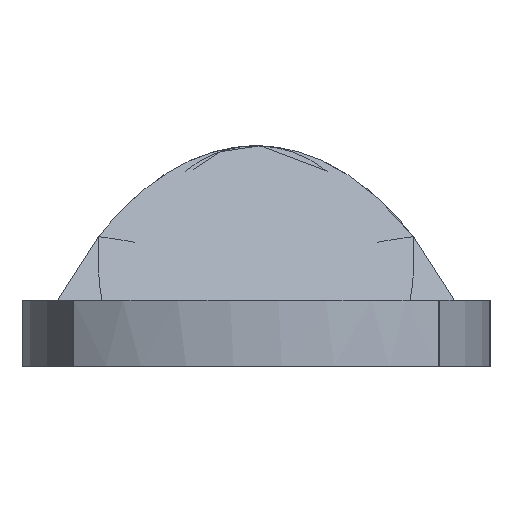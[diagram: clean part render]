
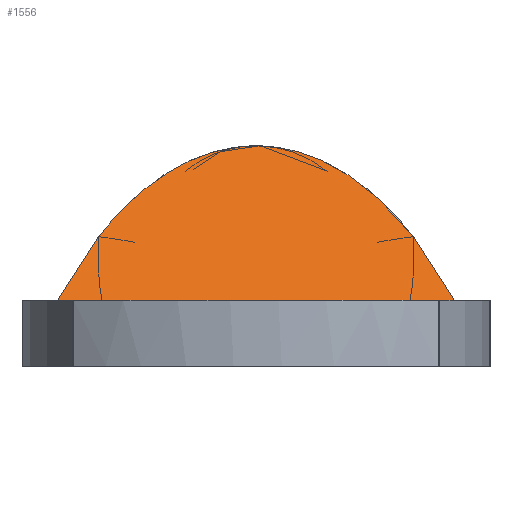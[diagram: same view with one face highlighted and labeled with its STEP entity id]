
A CAD part, left-side view. The second image highlights one B-rep face of the part: STEP entity #1556.
In plain terms, the highlighted free-form (B-spline) face has degree [1, 1] with [2, 2] control points.
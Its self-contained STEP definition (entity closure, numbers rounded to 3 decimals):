
#657=CARTESIAN_POINT('',(-5.7,0.0,4.));
#658=VERTEX_POINT('',#657);
#778=CARTESIAN_POINT('',(-4.2,-3.59,1.2));
#779=VERTEX_POINT('',#778);
#793=CARTESIAN_POINT('',(-4.212,-3.58,1.222));
#794=VERTEX_POINT('',#793);
#795=CARTESIAN_POINT('',(-4.212,-3.58,1.222));
#796=CARTESIAN_POINT('',(-4.206,-3.586,1.212));
#797=CARTESIAN_POINT('',(-4.2,-3.59,1.2));
#805=(BOUNDED_CURVE()B_SPLINE_CURVE(2,(#795,#796,#797),.UNSPECIFIED.,.F.,.U.)CURVE()GEOMETRIC_REPRESENTATION_ITEM()QUASI_UNIFORM_CURVE()RATIONAL_B_SPLINE_CURVE((1.0,0.997,1.0))REPRESENTATION_ITEM(''));
#806=EDGE_CURVE('',#794,#779,#805,.T.);
#969=CARTESIAN_POINT('',(-4.212,3.58,1.222));
#970=VERTEX_POINT('',#969);
#976=CARTESIAN_POINT('',(-4.2,3.59,1.2));
#977=VERTEX_POINT('',#976);
#978=CARTESIAN_POINT('',(-4.2,3.59,1.2));
#979=CARTESIAN_POINT('',(-4.206,3.586,1.212));
#980=CARTESIAN_POINT('',(-4.212,3.58,1.222));
#988=(BOUNDED_CURVE()B_SPLINE_CURVE(2,(#978,#979,#980),.UNSPECIFIED.,.F.,.U.)CURVE()GEOMETRIC_REPRESENTATION_ITEM()QUASI_UNIFORM_CURVE()RATIONAL_B_SPLINE_CURVE((1.0,0.997,1.0))REPRESENTATION_ITEM(''));
#989=EDGE_CURVE('',#977,#970,#988,.T.);
#1064=CARTESIAN_POINT('',(-4.816,-2.854,2.35));
#1065=VERTEX_POINT('',#1064);
#1066=CARTESIAN_POINT('',(-5.7,0.0,4.));
#1067=CARTESIAN_POINT('',(-5.7,-1.564,4.));
#1068=CARTESIAN_POINT('',(-4.816,-2.854,2.35));
#1076=(BOUNDED_CURVE()B_SPLINE_CURVE(2,(#1066,#1067,#1068),.UNSPECIFIED.,.F.,.U.)CURVE()GEOMETRIC_REPRESENTATION_ITEM()QUASI_UNIFORM_CURVE()RATIONAL_B_SPLINE_CURVE((1.0,0.955,1.0))REPRESENTATION_ITEM(''));
#1077=EDGE_CURVE('',#658,#1065,#1076,.T.);
#1410=CARTESIAN_POINT('',(-4.816,2.854,2.35));
#1411=VERTEX_POINT('',#1410);
#1497=CARTESIAN_POINT('',(-4.816,2.854,2.35));
#1498=CARTESIAN_POINT('',(-5.7,1.564,4.));
#1499=CARTESIAN_POINT('',(-5.7,0.,4.));
#1507=(BOUNDED_CURVE()B_SPLINE_CURVE(2,(#1497,#1498,#1499),.UNSPECIFIED.,.F.,.U.)CURVE()GEOMETRIC_REPRESENTATION_ITEM()QUASI_UNIFORM_CURVE()RATIONAL_B_SPLINE_CURVE((1.0,0.955,1.0))REPRESENTATION_ITEM(''));
#1508=EDGE_CURVE('',#1411,#658,#1507,.T.);
#1514=CARTESIAN_POINT('',(-5.775,-3.949,4.14));
#1515=CARTESIAN_POINT('',(-4.125,-3.949,1.06));
#1516=CARTESIAN_POINT('',(-5.775,3.949,4.14));
#1517=CARTESIAN_POINT('',(-4.125,3.949,1.06));
#1518=B_SPLINE_SURFACE_WITH_KNOTS('',1,1,((#1514,#1516),(#1515,#1517)),.UNSPECIFIED.,.F.,.F.,.U.,(2,2),(2,2),(0.0,3.494),(0.0,7.898),.UNSPECIFIED.);
#1519=CARTESIAN_POINT('',(-4.2,-3.59,1.2));
#1520=CARTESIAN_POINT('',(-4.2,3.59,1.2));
#1521=QUASI_UNIFORM_CURVE('',1,(#1519,#1520),.UNSPECIFIED.,.F.,.U.);
#1522=EDGE_CURVE('',#779,#977,#1521,.T.);
#1523=ORIENTED_EDGE('',*,*,#1522,.T.);
#1524=ORIENTED_EDGE('',*,*,#989,.T.);
#1525=CARTESIAN_POINT('',(-4.212,3.58,1.222));
#1526=CARTESIAN_POINT('',(-4.548,3.246,1.85));
#1527=CARTESIAN_POINT('',(-4.816,2.854,2.35));
#1535=(BOUNDED_CURVE()B_SPLINE_CURVE(2,(#1525,#1526,#1527),.UNSPECIFIED.,.F.,.U.)CURVE()GEOMETRIC_REPRESENTATION_ITEM()QUASI_UNIFORM_CURVE()RATIONAL_B_SPLINE_CURVE((1.0,0.996,1.0))REPRESENTATION_ITEM(''));
#1536=EDGE_CURVE('',#970,#1411,#1535,.T.);
#1537=ORIENTED_EDGE('',*,*,#1536,.T.);
#1538=ORIENTED_EDGE('',*,*,#1508,.T.);
#1539=ORIENTED_EDGE('',*,*,#1077,.T.);
#1540=CARTESIAN_POINT('',(-4.816,-2.854,2.35));
#1541=CARTESIAN_POINT('',(-4.548,-3.246,1.85));
#1542=CARTESIAN_POINT('',(-4.212,-3.58,1.222));
#1550=(BOUNDED_CURVE()B_SPLINE_CURVE(2,(#1540,#1541,#1542),.UNSPECIFIED.,.F.,.U.)CURVE()GEOMETRIC_REPRESENTATION_ITEM()QUASI_UNIFORM_CURVE()RATIONAL_B_SPLINE_CURVE((1.0,0.996,1.0))REPRESENTATION_ITEM(''));
#1551=EDGE_CURVE('',#1065,#794,#1550,.T.);
#1552=ORIENTED_EDGE('',*,*,#1551,.T.);
#1553=ORIENTED_EDGE('',*,*,#806,.T.);
#1554=EDGE_LOOP('',(#1523,#1524,#1537,#1538,#1539,#1552,#1553));
#1555=FACE_OUTER_BOUND('',#1554,.T.);
#1556=ADVANCED_FACE('',(#1555),#1518,.T.);
